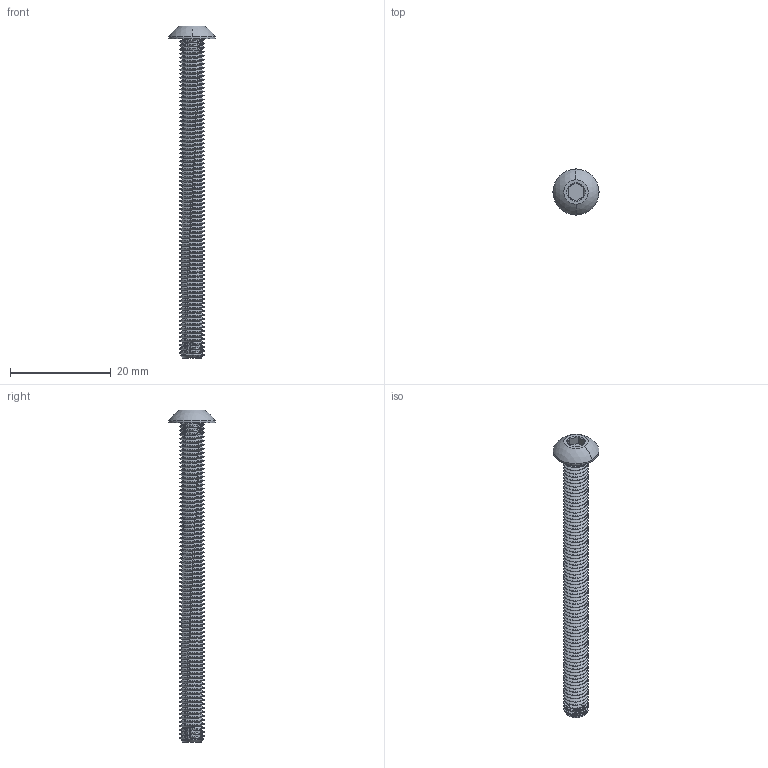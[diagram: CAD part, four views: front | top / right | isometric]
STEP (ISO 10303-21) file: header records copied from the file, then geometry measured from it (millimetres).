
FILE_DESCRIPTION (( 'STEP AP214' ), '1' );
FILE_NAME ('WCP-0261.STEP', '2021-05-12T23:41:11', ( '' ), ( '' ), 'SwSTEP 2.0', 'SolidWorks 2020', '' );
FILE_SCHEMA (( 'AUTOMOTIVE_DESIGN' ));
Length unit declared in the file: inch
Products named in the file (1): WCP-0261
Bounding box: 9.17 x 9.17 x 66.07 mm (x, y, z)
Volume: 1035 mm3; surface area: 1683.1 mm2
Topology: 1 solids, 1 shells, 186 faces, 535 edges, 354 vertices
Faces by surface type: cylinder 161, cone 10, plane 10, bspline 3, sphere 2
Entity records: 16128 total; most frequent: CARTESIAN_POINT 12202, ORIENTED_EDGE 1068, DIRECTION 586, EDGE_CURVE 534, VERTEX_POINT 352, AXIS2_PLACEMENT_3D 205, EDGE_LOOP 188, ADVANCED_FACE 186
